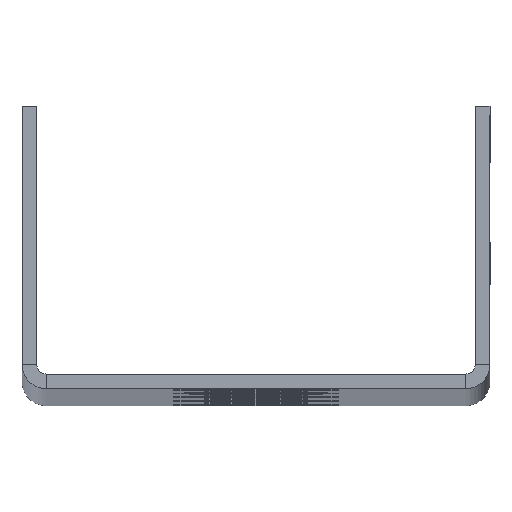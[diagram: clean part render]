
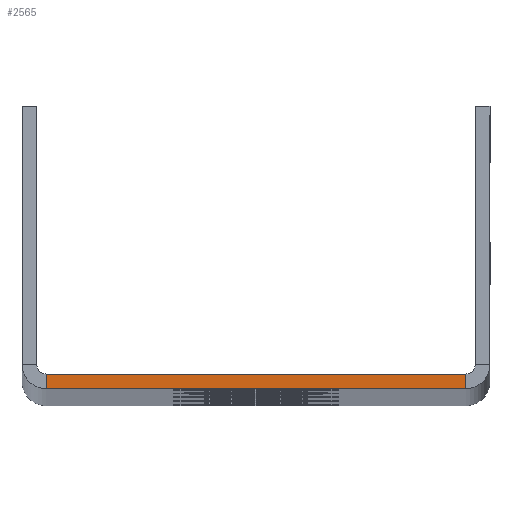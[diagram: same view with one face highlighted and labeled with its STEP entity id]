
A CAD part, top view. The second image highlights one B-rep face of the part: STEP entity #2565.
In plain terms, the highlighted planar face has unit normal (0, 0, 1).
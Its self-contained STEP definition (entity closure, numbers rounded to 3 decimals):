
#319 = EDGE_LOOP ( 'NONE', ( #781, #782, #783, #784 ) ) ;
#781 = ORIENTED_EDGE ( 'NONE', *, *, #5233, .F. ) ;
#782 = ORIENTED_EDGE ( 'NONE', *, *, #5248, .T. ) ;
#783 = ORIENTED_EDGE ( 'NONE', *, *, #5275, .F. ) ;
#784 = ORIENTED_EDGE ( 'NONE', *, *, #5362, .T. ) ;
#1814 = CARTESIAN_POINT ( 'NONE',  ( -21.5, 1.5, 1000. ) ) ;
#1818 = CARTESIAN_POINT ( 'NONE',  ( -21.5, 0., 1000. ) ) ;
#1820 = CARTESIAN_POINT ( 'NONE',  ( 21.5, 0., 1000. ) ) ;
#1824 = CARTESIAN_POINT ( 'NONE',  ( 21.5, 1.5, 1000. ) ) ;
#2128 = CARTESIAN_POINT ( 'NONE',  ( 24., 29., 1000. ) ) ;
#2131 = PLANE ( 'NONE',  #5883 ) ;
#2141 = DIRECTION ( 'NONE',  ( 0., 0., 1. ) ) ;
#2144 = DIRECTION ( 'NONE',  ( 1., 0., 0. ) ) ;
#2565 = ADVANCED_FACE ( 'NONE', ( #3904 ), #2131, .T. ) ;
#2936 = LINE ( 'NONE', #6905, #2941 ) ;
#2941 = VECTOR ( 'NONE', #6908, 1000. ) ;
#3904 = FACE_OUTER_BOUND ( 'NONE', #319, .T. ) ;
#4785 = VERTEX_POINT ( 'NONE', #1814 ) ;
#4789 = VERTEX_POINT ( 'NONE', #1818 ) ;
#4791 = VERTEX_POINT ( 'NONE', #1820 ) ;
#4795 = VERTEX_POINT ( 'NONE', #1824 ) ;
#5233 = EDGE_CURVE ( 'NONE', #4785, #4795, #7357, .T. ) ;
#5248 = EDGE_CURVE ( 'NONE', #4785, #4789, #7377, .T. ) ;
#5275 = EDGE_CURVE ( 'NONE', #4791, #4789, #7388, .T. ) ;
#5362 = EDGE_CURVE ( 'NONE', #4791, #4795, #2936, .T. ) ;
#5883 = AXIS2_PLACEMENT_3D ( 'NONE', #2128, #2141, #2144 ) ;
#6652 = CARTESIAN_POINT ( 'NONE',  ( 21.5, 1.5, 1000. ) ) ;
#6655 = DIRECTION ( 'NONE',  ( 1., 0., 0. ) ) ;
#6664 = CARTESIAN_POINT ( 'NONE',  ( -21.5, 1.5, 1000. ) ) ;
#6676 = DIRECTION ( 'NONE',  ( 0., -1., 0. ) ) ;
#6689 = CARTESIAN_POINT ( 'NONE',  ( 24., 0., 1000. ) ) ;
#6699 = DIRECTION ( 'NONE',  ( -1., 0., 0. ) ) ;
#6905 = CARTESIAN_POINT ( 'NONE',  ( 21.5, 0., 1000. ) ) ;
#6908 = DIRECTION ( 'NONE',  ( 0., 1., 0. ) ) ;
#7357 = LINE ( 'NONE', #6652, #7369 ) ;
#7369 = VECTOR ( 'NONE', #6655, 1000. ) ;
#7377 = LINE ( 'NONE', #6664, #7380 ) ;
#7380 = VECTOR ( 'NONE', #6676, 1000. ) ;
#7388 = LINE ( 'NONE', #6689, #7392 ) ;
#7392 = VECTOR ( 'NONE', #6699, 1000. ) ;
